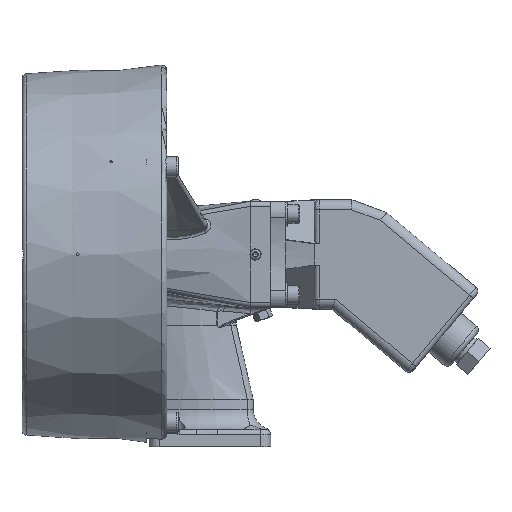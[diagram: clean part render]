
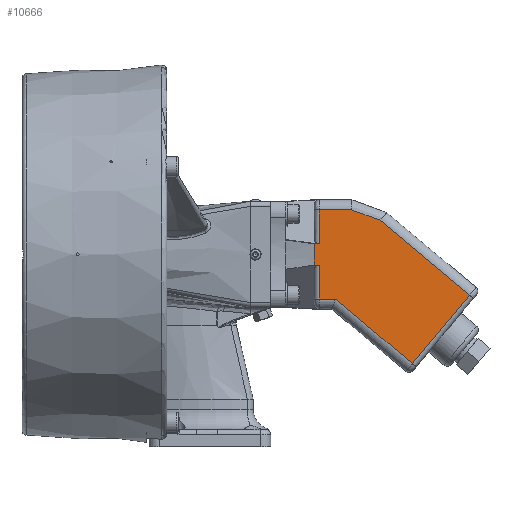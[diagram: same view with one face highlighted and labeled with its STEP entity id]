
A CAD part, front view. The second image highlights one B-rep face of the part: STEP entity #10666.
In plain terms, the highlighted planar face has unit normal (0, -1, 0).
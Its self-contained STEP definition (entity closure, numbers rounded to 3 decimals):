
#470=LINE('',#22622,#959);
#473=LINE('',#22659,#962);
#502=LINE('',#22851,#991);
#507=LINE('',#22875,#996);
#510=LINE('',#22916,#999);
#530=LINE('',#23036,#1019);
#535=LINE('',#23058,#1024);
#537=LINE('',#23067,#1026);
#538=LINE('',#23070,#1027);
#552=LINE('',#23147,#1041);
#553=LINE('',#23148,#1042);
#959=VECTOR('',#13642,115.);
#962=VECTOR('',#13653,30.098);
#991=VECTOR('',#13758,5.);
#996=VECTOR('',#13763,20.887);
#999=VECTOR('',#13768,5.);
#1019=VECTOR('',#13816,32.);
#1024=VECTOR('',#13833,33.556);
#1026=VECTOR('',#13841,15.985);
#1027=VECTOR('',#13846,33.556);
#1041=VECTOR('',#13894,88.);
#1042=VECTOR('',#13895,98.985);
#2493=FACE_OUTER_BOUND('',#3315,.T.);
#3315=EDGE_LOOP('',(#8483,#8484,#8485,#8486,#8487,#8488,#8489,#8490,#8491,
#8492,#8493));
#4711=VERTEX_POINT('',#22618);
#4712=VERTEX_POINT('',#22620);
#4717=VERTEX_POINT('',#22656);
#4758=VERTEX_POINT('',#22848);
#4759=VERTEX_POINT('',#22850);
#4762=VERTEX_POINT('',#22874);
#4767=VERTEX_POINT('',#22915);
#4787=VERTEX_POINT('',#23033);
#4792=VERTEX_POINT('',#23061);
#4794=VERTEX_POINT('',#23065);
#4808=VERTEX_POINT('',#23146);
#5955=EDGE_CURVE('',#4712,#4711,#470,.T.);
#5961=EDGE_CURVE('',#4717,#4712,#473,.T.);
#6022=EDGE_CURVE('',#4758,#4759,#502,.T.);
#6027=EDGE_CURVE('',#4762,#4759,#507,.T.);
#6034=EDGE_CURVE('',#4762,#4767,#510,.T.);
#6068=EDGE_CURVE('',#4717,#4787,#530,.T.);
#6076=EDGE_CURVE('',#4767,#4787,#535,.T.);
#6080=EDGE_CURVE('',#4794,#4792,#537,.T.);
#6082=EDGE_CURVE('',#4792,#4758,#538,.T.);
#6105=EDGE_CURVE('',#4711,#4808,#552,.T.);
#6106=EDGE_CURVE('',#4794,#4808,#553,.T.);
#8483=ORIENTED_EDGE('',*,*,#6105,.F.);
#8484=ORIENTED_EDGE('',*,*,#5955,.F.);
#8485=ORIENTED_EDGE('',*,*,#5961,.F.);
#8486=ORIENTED_EDGE('',*,*,#6068,.T.);
#8487=ORIENTED_EDGE('',*,*,#6076,.F.);
#8488=ORIENTED_EDGE('',*,*,#6034,.F.);
#8489=ORIENTED_EDGE('',*,*,#6027,.T.);
#8490=ORIENTED_EDGE('',*,*,#6022,.F.);
#8491=ORIENTED_EDGE('',*,*,#6082,.F.);
#8492=ORIENTED_EDGE('',*,*,#6080,.F.);
#8493=ORIENTED_EDGE('',*,*,#6106,.T.);
#9412=PLANE('',#11681);
#10666=ADVANCED_FACE('',(#2493),#9412,.T.);
#11681=AXIS2_PLACEMENT_3D('',#23145,#13892,#13893);
#13642=DIRECTION('',(0.766,0.,-0.643));
#13653=DIRECTION('',(0.94,0.,-0.342));
#13758=DIRECTION('',(-1.,0.,0.));
#13763=DIRECTION('',(0.,0.,-1.));
#13768=DIRECTION('',(1.,0.,0.));
#13816=DIRECTION('',(-1.,0.,0.));
#13833=DIRECTION('',(0.,0.,1.));
#13841=DIRECTION('',(-1.,0.,0.));
#13846=DIRECTION('',(0.,0.,1.));
#13892=DIRECTION('center_axis',(0.,-1.,0.));
#13893=DIRECTION('ref_axis',(-1.,0.,0.));
#13894=DIRECTION('',(-0.643,0.,-0.766));
#13895=DIRECTION('',(0.766,0.,-0.643));
#22618=CARTESIAN_POINT('',(326.378,-54.,-40.215));
#22620=CARTESIAN_POINT('',(238.283,-54.,33.706));
#22622=CARTESIAN_POINT('',(238.283,-54.,33.706));
#22656=CARTESIAN_POINT('',(210.,-54.,44.));
#22659=CARTESIAN_POINT('',(210.,-54.,44.));
#22848=CARTESIAN_POINT('',(178.,-54.,-10.444));
#22850=CARTESIAN_POINT('',(173.,-54.,-10.444));
#22851=CARTESIAN_POINT('',(163.359,-54.,-10.444));
#22874=CARTESIAN_POINT('',(173.,-54.,10.444));
#22875=CARTESIAN_POINT('',(173.,-54.,22.));
#22915=CARTESIAN_POINT('',(178.,-54.,10.444));
#22916=CARTESIAN_POINT('',(163.359,-54.,10.444));
#23033=CARTESIAN_POINT('',(178.,-54.,44.));
#23036=CARTESIAN_POINT('',(210.,-54.,44.));
#23058=CARTESIAN_POINT('',(178.,-54.,-16.853));
#23061=CARTESIAN_POINT('',(178.,-54.,-44.));
#23065=CARTESIAN_POINT('',(193.985,-54.,-44.));
#23067=CARTESIAN_POINT('',(210.,-54.,-44.));
#23070=CARTESIAN_POINT('',(178.,-54.,-16.853));
#23145=CARTESIAN_POINT('Origin',(181.717,-54.,-33.706));
#23146=CARTESIAN_POINT('',(269.812,-54.,-107.627));
#23147=CARTESIAN_POINT('',(283.954,-54.,-90.774));
#23148=CARTESIAN_POINT('',(181.717,-54.,-33.706));
